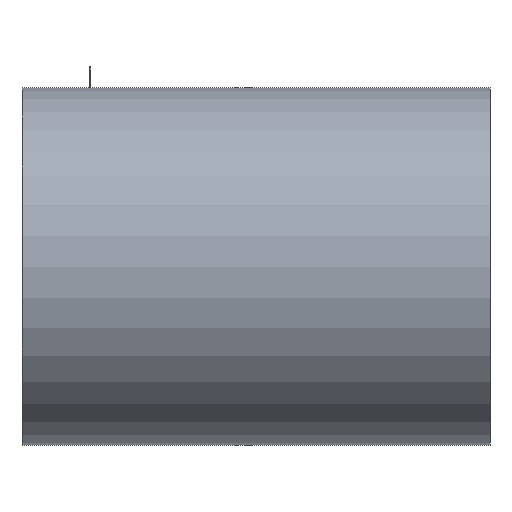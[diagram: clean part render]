
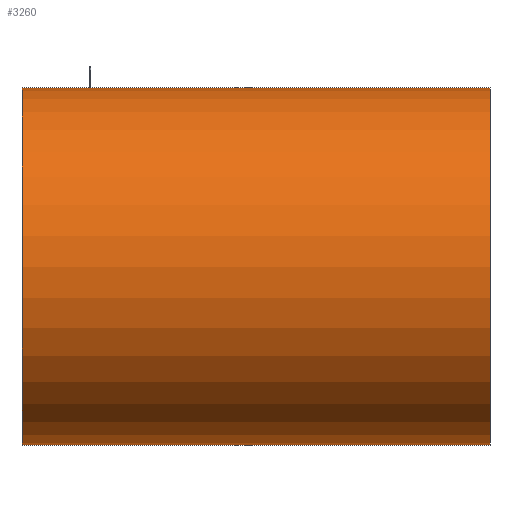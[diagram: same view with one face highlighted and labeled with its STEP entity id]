
A CAD part, left-side view. The second image highlights one B-rep face of the part: STEP entity #3260.
In plain terms, the highlighted cylindrical face has radius 1200 mm (diameter 2400 mm), a partial arc.
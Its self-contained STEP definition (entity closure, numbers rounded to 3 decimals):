
#290=CARTESIAN_POINT('',(0.,0.,0.));
#300=DIRECTION('',(0.,1.,0.));
#310=DIRECTION('',(0.,0.,-1.));
#320=AXIS2_PLACEMENT_3D('',#290,#300,#310);
#330=CIRCLE('',#320,1200.);
#340=CARTESIAN_POINT('',(0.,0.,-1200.));
#350=VERTEX_POINT('',#340);
#360=CARTESIAN_POINT('',(0.,0.,1200.));
#370=VERTEX_POINT('',#360);
#380=EDGE_CURVE('',#350,#370,#330,.T.);
#1910=CARTESIAN_POINT('',(0.,3140.,0.));
#1920=DIRECTION('',(0.,1.,0.));
#1930=DIRECTION('',(0.,0.,-1.));
#1940=AXIS2_PLACEMENT_3D('',#1910,#1920,#1930);
#1950=CIRCLE('',#1940,1200.);
#1960=CARTESIAN_POINT('',(0.,3140.,-1200.));
#1970=VERTEX_POINT('',#1960);
#1980=CARTESIAN_POINT('',(0.,3140.,1200.));
#1990=VERTEX_POINT('',#1980);
#2000=EDGE_CURVE('',#1970,#1990,#1950,.T.);
#2120=CARTESIAN_POINT('',(0.,0.,0.));
#2130=DIRECTION('',(0.,1.,0.));
#2140=DIRECTION('',(0.,0.,1.));
#2150=AXIS2_PLACEMENT_3D('',#2120,#2130,#2140);
#2160=CYLINDRICAL_SURFACE('',#2150,1200.);
#2170=CARTESIAN_POINT('',(0.,0.,-1200.));
#2180=DIRECTION('',(0.,1.,0.));
#2190=VECTOR('',#2180,1.);
#2200=LINE('',#2170,#2190);
#2210=EDGE_CURVE('',#350,#1970,#2200,.T.);
#2240=CARTESIAN_POINT('',(0.,0.,1200.));
#2250=DIRECTION('',(0.,1.,0.));
#2260=VECTOR('',#2250,1.);
#2270=LINE('',#2240,#2260);
#2280=EDGE_CURVE('',#370,#1990,#2270,.T.);
#3200=ORIENTED_EDGE('',*,*,#380,.T.);
#3210=ORIENTED_EDGE('',*,*,#2210,.F.);
#3220=ORIENTED_EDGE('',*,*,#2000,.F.);
#3230=ORIENTED_EDGE('',*,*,#2280,.T.);
#3240=EDGE_LOOP('',(#3230,#3220,#3210,#3200));
#3250=FACE_OUTER_BOUND('',#3240,.T.);
#3260=ADVANCED_FACE('',(#3250),#2160,.T.);
